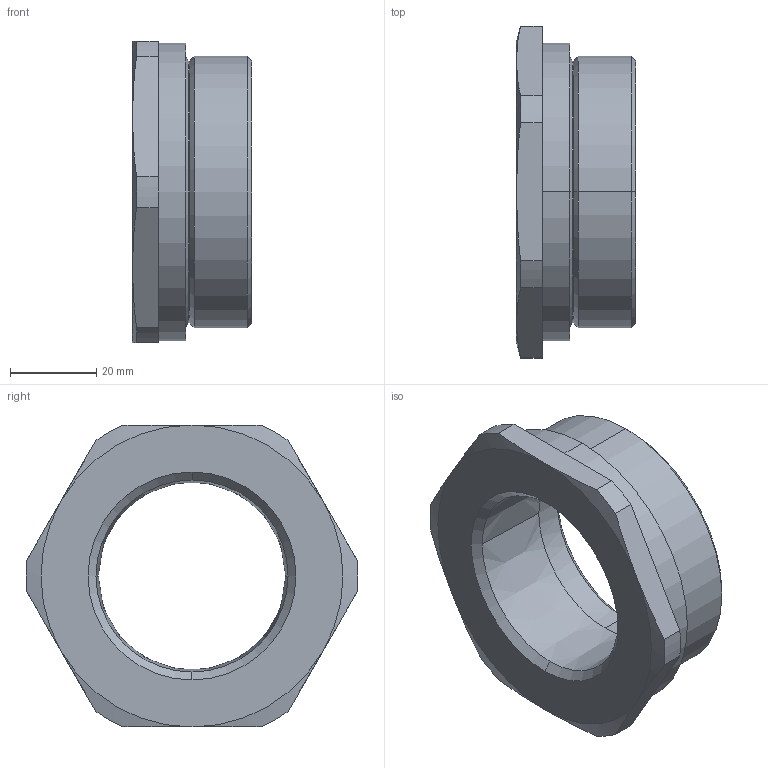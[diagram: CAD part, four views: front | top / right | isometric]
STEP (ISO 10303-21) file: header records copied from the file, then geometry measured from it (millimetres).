
FILE_DESCRIPTION (( 'STEP AP203' ), '1' );
FILE_NAME ('737DM7T5.STEP', '2016-09-30T10:26:46', ( '' ), ( '' ), 'SwSTEP 2.0', 'SolidWorks 2014', '' );
FILE_SCHEMA (( 'CONFIG_CONTROL_DESIGN' ));
Length unit declared in the file: millimetre
Products named in the file (1): 737DM7T5
Bounding box: 27.6 x 76.96 x 70 mm (x, y, z)
Volume: 53827.9 mm3; surface area: 14704.4 mm2
Topology: 1 solids, 1 shells, 42 faces, 98 edges, 60 vertices
Faces by surface type: cone 18, cylinder 14, plane 10
Entity records: 1375 total; most frequent: CARTESIAN_POINT 329, DIRECTION 212, ORIENTED_EDGE 196, EDGE_CURVE 98, AXIS2_PLACEMENT_3D 87, VERTEX_POINT 60, EDGE_LOOP 46, CIRCLE 44
